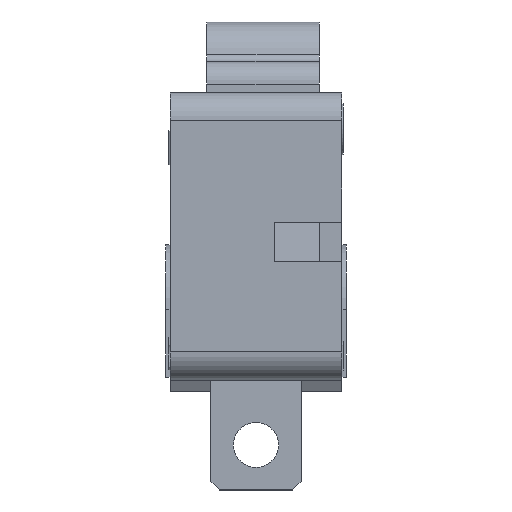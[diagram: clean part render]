
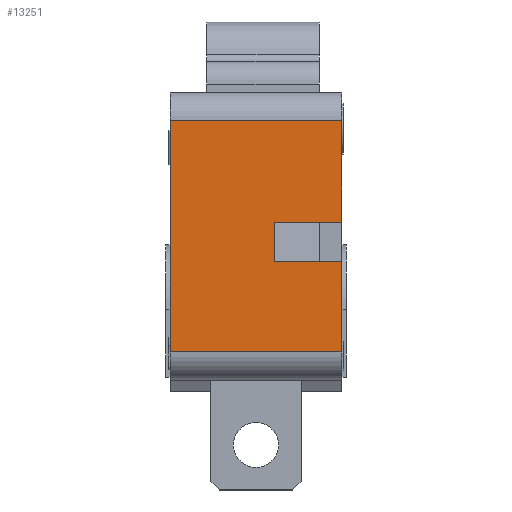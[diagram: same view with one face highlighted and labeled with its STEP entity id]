
A CAD part, left-side view. The second image highlights one B-rep face of the part: STEP entity #13251.
In plain terms, the highlighted planar face has unit normal (-1, 0, 0).
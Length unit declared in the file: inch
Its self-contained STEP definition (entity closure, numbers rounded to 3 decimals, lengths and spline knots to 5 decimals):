
#1899=CARTESIAN_POINT('',(-0.20079,-0.24016,0.12205));
#1900=VERTEX_POINT('',#1899);
#1907=CARTESIAN_POINT('',(-0.20079,-0.14567,0.12205));
#1908=VERTEX_POINT('',#1907);
#1909=CARTESIAN_POINT('',(-0.20079,-0.14567,0.12205));
#1910=DIRECTION('',(0.0,-1.0,0.0));
#1911=VECTOR('',#1910,0.09449);
#1912=LINE('',#1909,#1911);
#1913=EDGE_CURVE('',#1908,#1900,#1912,.T.);
#9827=CARTESIAN_POINT('',(-0.20079,-0.24016,0.06693));
#9828=VERTEX_POINT('',#9827);
#9835=CARTESIAN_POINT('',(-0.20079,-0.24016,-0.05906));
#9836=VERTEX_POINT('',#9835);
#9837=CARTESIAN_POINT('',(-0.20079,-0.24016,-0.05906));
#9838=DIRECTION('',(0.0,0.0,1.0));
#9839=VECTOR('',#9838,0.12598);
#9840=LINE('',#9837,#9839);
#9841=EDGE_CURVE('',#9836,#9828,#9840,.T.);
#9988=CARTESIAN_POINT('',(-0.20079,-0.24016,0.26378));
#9989=VERTEX_POINT('',#9988);
#9997=CARTESIAN_POINT('',(-0.20079,-0.24016,0.12205));
#9998=DIRECTION('',(0.0,0.0,1.0));
#9999=VECTOR('',#9998,0.14173);
#10000=LINE('',#9997,#9999);
#10001=EDGE_CURVE('',#1900,#9989,#10000,.T.);
#10687=CARTESIAN_POINT('',(-0.20079,-0.14567,0.06693));
#10688=VERTEX_POINT('',#10687);
#10697=CARTESIAN_POINT('',(-0.20079,-0.24016,0.06693));
#10698=DIRECTION('',(0.0,1.0,0.0));
#10699=VECTOR('',#10698,0.09449);
#10700=LINE('',#10697,#10699);
#10701=EDGE_CURVE('',#9828,#10688,#10700,.T.);
#11517=CARTESIAN_POINT('',(-0.20079,0.0,-0.05906));
#11518=VERTEX_POINT('',#11517);
#11526=CARTESIAN_POINT('',(-0.20079,0.0,0.26378));
#11527=VERTEX_POINT('',#11526);
#11528=CARTESIAN_POINT('',(-0.20079,0.0,0.26378));
#11529=DIRECTION('',(0.0,0.0,-1.0));
#11530=VECTOR('',#11529,0.32283);
#11531=LINE('',#11528,#11530);
#11532=EDGE_CURVE('',#11527,#11518,#11531,.T.);
#13215=CARTESIAN_POINT('',(-0.20079,-0.14567,0.06693));
#13216=DIRECTION('',(0.0,0.0,1.0));
#13217=VECTOR('',#13216,0.05512);
#13218=LINE('',#13215,#13217);
#13219=EDGE_CURVE('',#10688,#1908,#13218,.T.);
#13226=CARTESIAN_POINT('',(-0.20079,-0.25217,-0.0752));
#13227=DIRECTION('',(-1.0,0.0,0.0));
#13228=DIRECTION('',(0.0,0.0,1.0));
#13229=AXIS2_PLACEMENT_3D('',#13226,#13227,#13228);
#13230=PLANE('',#13229);
#13231=ORIENTED_EDGE('',*,*,#11532,.T.);
#13232=CARTESIAN_POINT('',(-0.20079,-0.24016,-0.05906));
#13233=DIRECTION('',(0.0,1.0,0.0));
#13234=VECTOR('',#13233,0.24016);
#13235=LINE('',#13232,#13234);
#13236=EDGE_CURVE('',#9836,#11518,#13235,.T.);
#13237=ORIENTED_EDGE('',*,*,#13236,.F.);
#13238=ORIENTED_EDGE('',*,*,#9841,.T.);
#13239=ORIENTED_EDGE('',*,*,#10701,.T.);
#13240=ORIENTED_EDGE('',*,*,#13219,.T.);
#13241=ORIENTED_EDGE('',*,*,#1913,.T.);
#13242=ORIENTED_EDGE('',*,*,#10001,.T.);
#13243=CARTESIAN_POINT('',(-0.20079,-0.24016,0.26378));
#13244=DIRECTION('',(0.0,1.0,0.0));
#13245=VECTOR('',#13244,0.24016);
#13246=LINE('',#13243,#13245);
#13247=EDGE_CURVE('',#9989,#11527,#13246,.T.);
#13248=ORIENTED_EDGE('',*,*,#13247,.T.);
#13249=EDGE_LOOP('',(#13231,#13237,#13238,#13239,#13240,#13241,#13242,#13248));
#13250=FACE_OUTER_BOUND('',#13249,.T.);
#13251=ADVANCED_FACE('',(#13250),#13230,.T.);
